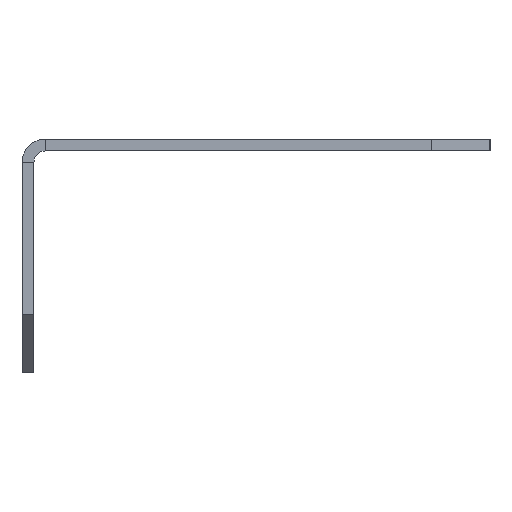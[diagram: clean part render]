
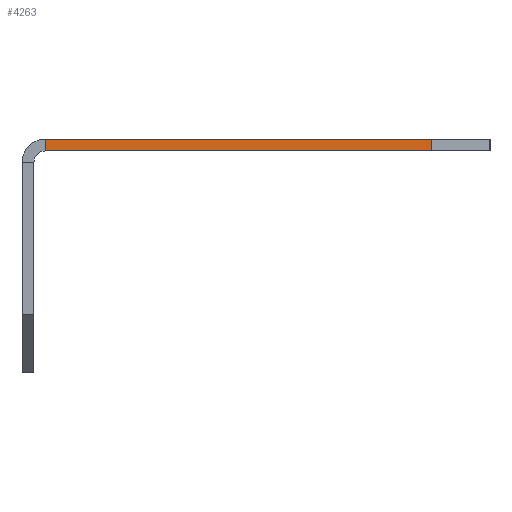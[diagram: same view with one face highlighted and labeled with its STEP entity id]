
A CAD part, left-side view. The second image highlights one B-rep face of the part: STEP entity #4263.
In plain terms, the highlighted planar face has unit normal (-1, 0, 0).
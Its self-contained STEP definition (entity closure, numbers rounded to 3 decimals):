
#337 = CARTESIAN_POINT ( 'NONE',  ( 0., 38., 0. ) ) ;
#787 = CARTESIAN_POINT ( 'NONE',  ( 0., 5., -1. ) ) ;
#1004 = DIRECTION ( 'NONE',  ( 0., 0., 1. ) ) ;
#1311 = VECTOR ( 'NONE', #5626, 1000. ) ;
#1452 = VERTEX_POINT ( 'NONE', #337 ) ;
#1490 = CARTESIAN_POINT ( 'NONE',  ( 0., 0., -1. ) ) ;
#1638 = CARTESIAN_POINT ( 'NONE',  ( 0., 38., -1. ) ) ;
#2075 = EDGE_LOOP ( 'NONE', ( #11366, #5645, #5995, #4476 ) ) ;
#3231 = DIRECTION ( 'NONE',  ( 0., 0., 1. ) ) ;
#3647 = LINE ( 'NONE', #9658, #4838 ) ;
#3731 = EDGE_CURVE ( 'NONE', #7986, #1452, #3647, .T. ) ;
#3887 = VECTOR ( 'NONE', #6052, 1000. ) ;
#4158 = CARTESIAN_POINT ( 'NONE',  ( 0., 0., -1. ) ) ;
#4263 = ADVANCED_FACE ( 'NONE', ( #10903 ), #6521, .T. ) ;
#4476 = ORIENTED_EDGE ( 'NONE', *, *, #3731, .F. ) ;
#4838 = VECTOR ( 'NONE', #1004, 1000. ) ;
#5626 = DIRECTION ( 'NONE',  ( 0., -1., 0. ) ) ;
#5645 = ORIENTED_EDGE ( 'NONE', *, *, #6336, .T. ) ;
#5770 = DIRECTION ( 'NONE',  ( -1., 0., 0. ) ) ;
#5995 = ORIENTED_EDGE ( 'NONE', *, *, #9949, .F. ) ;
#6052 = DIRECTION ( 'NONE',  ( 0., -1., 0. ) ) ;
#6336 = EDGE_CURVE ( 'NONE', #9920, #6364, #8926, .T. ) ;
#6364 = VERTEX_POINT ( 'NONE', #11401 ) ;
#6521 = PLANE ( 'NONE',  #9259 ) ;
#7757 = CARTESIAN_POINT ( 'NONE',  ( 0., 5., -1. ) ) ;
#7986 = VERTEX_POINT ( 'NONE', #1638 ) ;
#8167 = CARTESIAN_POINT ( 'NONE',  ( 0., 0., 0. ) ) ;
#8694 = VECTOR ( 'NONE', #10542, 1000. ) ;
#8918 = LINE ( 'NONE', #8167, #1311 ) ;
#8926 = LINE ( 'NONE', #787, #8694 ) ;
#9259 = AXIS2_PLACEMENT_3D ( 'NONE', #1490, #5770, #3231 ) ;
#9448 = EDGE_CURVE ( 'NONE', #7986, #9920, #10325, .T. ) ;
#9658 = CARTESIAN_POINT ( 'NONE',  ( 0., 38., -1. ) ) ;
#9920 = VERTEX_POINT ( 'NONE', #7757 ) ;
#9949 = EDGE_CURVE ( 'NONE', #1452, #6364, #8918, .T. ) ;
#10325 = LINE ( 'NONE', #4158, #3887 ) ;
#10542 = DIRECTION ( 'NONE',  ( 0., 0., 1. ) ) ;
#10903 = FACE_OUTER_BOUND ( 'NONE', #2075, .T. ) ;
#11366 = ORIENTED_EDGE ( 'NONE', *, *, #9448, .T. ) ;
#11401 = CARTESIAN_POINT ( 'NONE',  ( 0., 5., 0. ) ) ;
